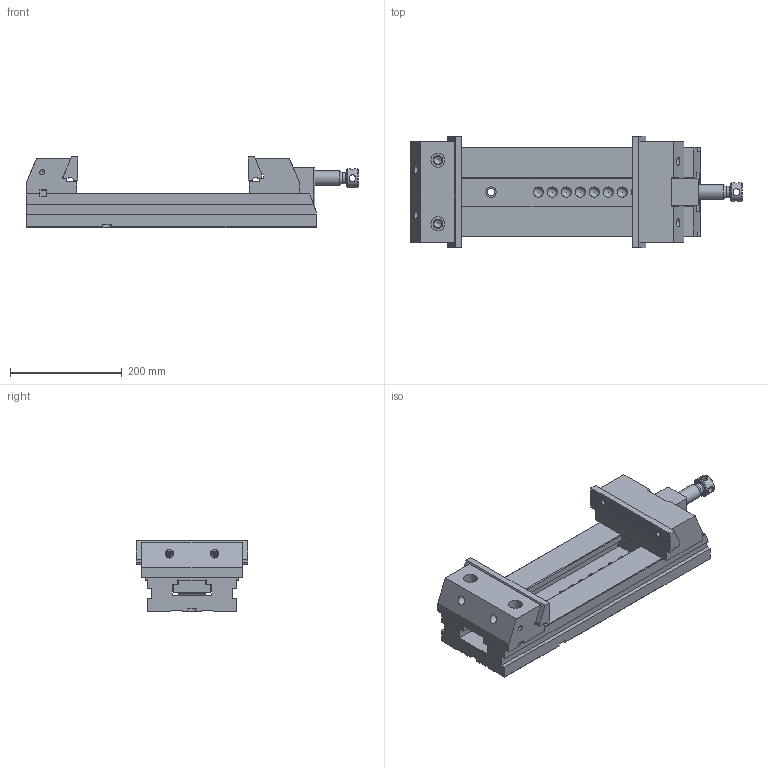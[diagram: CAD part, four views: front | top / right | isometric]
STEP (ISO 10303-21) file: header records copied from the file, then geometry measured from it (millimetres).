
FILE_DESCRIPTION(/* description */ (''),/* implementation_level */ '2;1');
FILE_NAME(/* name */ 'PRD_200L_Mordaza.stp',/* time_stamp */ '2014-05-24T11:24:43+02:00',/* author */ (''),/* organization */ (''),/* preprocessor_version */ 'ST-DEVELOPER v15',/* originating_system */ 'SIEMENS PLM Software NX 9.0',/* authorisation */ '');
FILE_SCHEMA (('CONFIG_CONTROL_DESIGN'));
Length unit declared in the file: millimetre
Products named in the file (2): 30150070 Montaje Taco Hus; PRD_200L_Mordaza
Assembly tree (1 placements, depth 2):
  PRD_200L_Mordaza
    30150070 Montaje Taco Hus
Bounding box: 594.42 x 200 x 126.95 mm (x, y, z)
Volume: 5898539.3 mm3; surface area: 619048.9 mm2
Topology: 11 solids, 11 shells, 456 faces, 1268 edges, 846 vertices
Faces by surface type: plane 280, cylinder 126, cone 35, sphere 12, torus 3
Full cylindrical faces by diameter (mm): 4.351 x1, 5.188 x5, 6.985 x4, 8.5 x4, 8.782 x6, 10 x4, 10.579 x3, 12 x4, 12.376 x2, 13 x5, 14.376 x2, 15 x6, 16 x2, 16.5 x1, 17 x2, 19 x5, 20 x3, 21.25 x1, 22 x2, 25 x2, 26 x1, 30 x2, 33.8 x1, 34 x3
Entity records: 14095 total; most frequent: CARTESIAN_POINT 2972, DIRECTION 2196, ORIENTED_EDGE 2120, EDGE_CURVE 1060, VERTEX_POINT 774, AXIS2_PLACEMENT_3D 734, LINE 728, VECTOR 728
